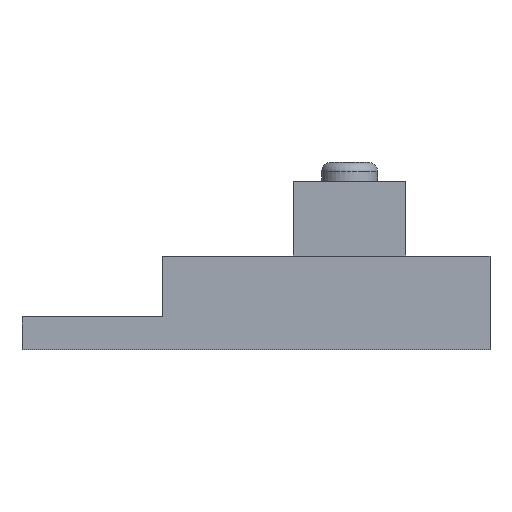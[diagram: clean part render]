
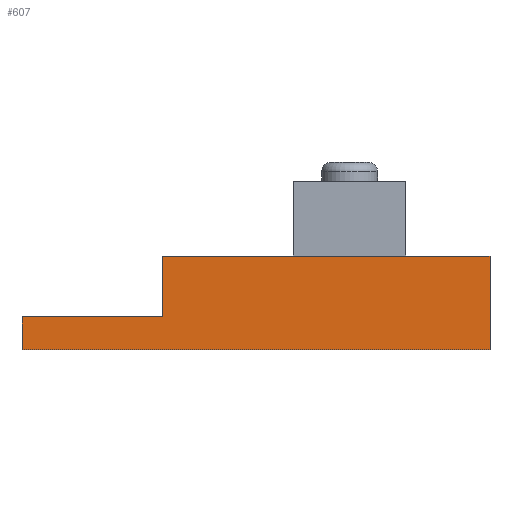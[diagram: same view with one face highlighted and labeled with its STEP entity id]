
A CAD part, front view. The second image highlights one B-rep face of the part: STEP entity #607.
In plain terms, the highlighted planar face has unit normal (0, -1, 0).
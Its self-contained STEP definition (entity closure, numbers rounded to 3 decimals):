
#419 = VERTEX_POINT('',#420);
#420 = CARTESIAN_POINT('',(15.,-300.,10.));
#426 = EDGE_CURVE('',#427,#419,#429,.T.);
#427 = VERTEX_POINT('',#428);
#428 = CARTESIAN_POINT('',(50.,-300.,10.));
#429 = LINE('',#430,#431);
#430 = CARTESIAN_POINT('',(50.,-300.,10.));
#431 = VECTOR('',#432,1.);
#432 = DIRECTION('',(-1.,0.,0.));
#465 = VERTEX_POINT('',#466);
#466 = CARTESIAN_POINT('',(0.,-300.,0.));
#472 = EDGE_CURVE('',#473,#465,#475,.T.);
#473 = VERTEX_POINT('',#474);
#474 = CARTESIAN_POINT('',(50.,-300.,0.));
#475 = LINE('',#476,#477);
#476 = CARTESIAN_POINT('',(50.,-300.,0.));
#477 = VECTOR('',#478,1.);
#478 = DIRECTION('',(-1.,0.,0.));
#572 = VERTEX_POINT('',#573);
#573 = CARTESIAN_POINT('',(15.,-300.,3.5));
#579 = EDGE_CURVE('',#419,#572,#580,.T.);
#580 = LINE('',#581,#582);
#581 = CARTESIAN_POINT('',(15.,-300.,10.));
#582 = VECTOR('',#583,1.);
#583 = DIRECTION('',(-0.,-0.,-1.));
#596 = EDGE_CURVE('',#473,#427,#597,.T.);
#597 = LINE('',#598,#599);
#598 = CARTESIAN_POINT('',(50.,-300.,0.));
#599 = VECTOR('',#600,1.);
#600 = DIRECTION('',(0.,0.,1.));
#607 = ADVANCED_FACE('',(#608),#628,.T.);
#608 = FACE_BOUND('',#609,.T.);
#609 = EDGE_LOOP('',(#610,#611,#612,#613,#614,#622));
#610 = ORIENTED_EDGE('',*,*,#472,.F.);
#611 = ORIENTED_EDGE('',*,*,#596,.T.);
#612 = ORIENTED_EDGE('',*,*,#426,.T.);
#613 = ORIENTED_EDGE('',*,*,#579,.T.);
#614 = ORIENTED_EDGE('',*,*,#615,.T.);
#615 = EDGE_CURVE('',#572,#616,#618,.T.);
#616 = VERTEX_POINT('',#617);
#617 = CARTESIAN_POINT('',(0.,-300.,3.5));
#618 = LINE('',#619,#620);
#619 = CARTESIAN_POINT('',(15.,-300.,3.5));
#620 = VECTOR('',#621,1.);
#621 = DIRECTION('',(-1.,0.,0.));
#622 = ORIENTED_EDGE('',*,*,#623,.F.);
#623 = EDGE_CURVE('',#465,#616,#624,.T.);
#624 = LINE('',#625,#626);
#625 = CARTESIAN_POINT('',(0.,-300.,0.));
#626 = VECTOR('',#627,1.);
#627 = DIRECTION('',(0.,0.,1.));
#628 = PLANE('',#629);
#629 = AXIS2_PLACEMENT_3D('',#630,#631,#632);
#630 = CARTESIAN_POINT('',(50.,-300.,0.));
#631 = DIRECTION('',(0.,-1.,0.));
#632 = DIRECTION('',(-1.,0.,0.));
